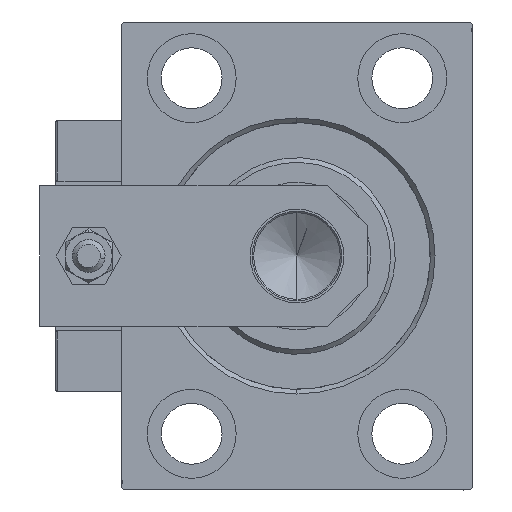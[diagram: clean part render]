
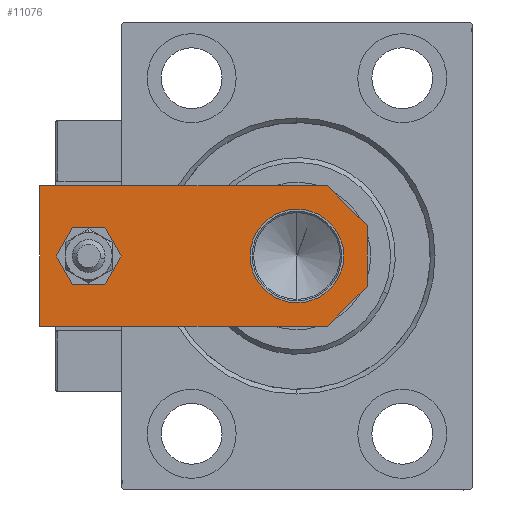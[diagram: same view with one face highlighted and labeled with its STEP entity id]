
A CAD part, left-side view. The second image highlights one B-rep face of the part: STEP entity #11076.
In plain terms, the highlighted face is planar.
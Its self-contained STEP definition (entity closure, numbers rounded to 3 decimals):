
#275 = VERTEX_POINT ( 'NONE', #8926 ) ;
#317 = CARTESIAN_POINT ( 'NONE',  ( 15., 70., 8. ) ) ;
#454 = CARTESIAN_POINT ( 'NONE',  ( 15., 0., 8. ) ) ;
#1161 = DIRECTION ( 'NONE',  ( 0., -1., 0. ) ) ;
#1317 = VECTOR ( 'NONE', #39188, 1000. ) ;
#2284 = EDGE_CURVE ( 'NONE', #43471, #42325, #40678, .T. ) ;
#2667 = CARTESIAN_POINT ( 'NONE',  ( -15., 8.5, 8. ) ) ;
#2969 = CIRCLE ( 'NONE', #19478, 10. ) ;
#6008 = DIRECTION ( 'NONE',  ( 0., 0., 1. ) ) ;
#7310 = ORIENTED_EDGE ( 'NONE', *, *, #12880, .F. ) ;
#7727 = ORIENTED_EDGE ( 'NONE', *, *, #34904, .T. ) ;
#7776 = CARTESIAN_POINT ( 'NONE',  ( 15., 70., 8. ) ) ;
#8159 = CARTESIAN_POINT ( 'NONE',  ( -10., 15., 8. ) ) ;
#8926 = CARTESIAN_POINT ( 'NONE',  ( -15., 70., 8. ) ) ;
#9051 = CIRCLE ( 'NONE', #18941, 4. ) ;
#9257 = ORIENTED_EDGE ( 'NONE', *, *, #12964, .F. ) ;
#9872 = CARTESIAN_POINT ( 'NONE',  ( 0., 0., 8. ) ) ;
#10425 = EDGE_LOOP ( 'NONE', ( #9257, #7310 ) ) ;
#10948 = DIRECTION ( 'NONE',  ( 0., 0., 1. ) ) ;
#11076 = ADVANCED_FACE ( 'NONE', ( #17637, #14011, #18389 ), #33388, .T. ) ;
#11786 = AXIS2_PLACEMENT_3D ( 'NONE', #44361, #11817, #12580 ) ;
#11817 = DIRECTION ( 'NONE',  ( 0., 0., 1. ) ) ;
#12144 = CARTESIAN_POINT ( 'NONE',  ( 6.5, 0., 8. ) ) ;
#12459 = DIRECTION ( 'NONE',  ( 1., 0., 0. ) ) ;
#12580 = DIRECTION ( 'NONE',  ( 1., 0., 0. ) ) ;
#12880 = EDGE_CURVE ( 'NONE', #26725, #21030, #40414, .T. ) ;
#12964 = EDGE_CURVE ( 'NONE', #21030, #26725, #9051, .T. ) ;
#13227 = CARTESIAN_POINT ( 'NONE',  ( 0., 59.5, 8. ) ) ;
#13366 = VERTEX_POINT ( 'NONE', #29946 ) ;
#14011 = FACE_OUTER_BOUND ( 'NONE', #23443, .T. ) ;
#15649 = LINE ( 'NONE', #23139, #36085 ) ;
#16013 = ORIENTED_EDGE ( 'NONE', *, *, #36358, .T. ) ;
#16454 = VERTEX_POINT ( 'NONE', #7776 ) ;
#16567 = CARTESIAN_POINT ( 'NONE',  ( -4., 59.5, 8. ) ) ;
#16764 = ORIENTED_EDGE ( 'NONE', *, *, #23857, .T. ) ;
#17095 = CARTESIAN_POINT ( 'NONE',  ( 0., 59.5, 8. ) ) ;
#17214 = CARTESIAN_POINT ( 'NONE',  ( 4., 59.5, 8. ) ) ;
#17637 = FACE_BOUND ( 'NONE', #10425, .T. ) ;
#18006 = VERTEX_POINT ( 'NONE', #28354 ) ;
#18179 = DIRECTION ( 'NONE',  ( 0.707, 0.707, 0. ) ) ;
#18389 = FACE_BOUND ( 'NONE', #19004, .T. ) ;
#18941 = AXIS2_PLACEMENT_3D ( 'NONE', #17095, #48896, #12459 ) ;
#19004 = EDGE_LOOP ( 'NONE', ( #30986, #49339 ) ) ;
#19478 = AXIS2_PLACEMENT_3D ( 'NONE', #46366, #10948, #38582 ) ;
#20043 = VECTOR ( 'NONE', #18179, 1000. ) ;
#20899 = VERTEX_POINT ( 'NONE', #2667 ) ;
#21030 = VERTEX_POINT ( 'NONE', #16567 ) ;
#21179 = VECTOR ( 'NONE', #43958, 1000. ) ;
#21763 = DIRECTION ( 'NONE',  ( 1., 0., 0. ) ) ;
#23139 = CARTESIAN_POINT ( 'NONE',  ( -15., 0., 8. ) ) ;
#23268 = DIRECTION ( 'NONE',  ( 0.707, -0.707, 0. ) ) ;
#23443 = EDGE_LOOP ( 'NONE', ( #25356, #33592, #38351, #16764, #16013, #7727 ) ) ;
#23857 = EDGE_CURVE ( 'NONE', #25447, #18006, #24137, .T. ) ;
#24137 = LINE ( 'NONE', #36781, #20043 ) ;
#25356 = ORIENTED_EDGE ( 'NONE', *, *, #39732, .T. ) ;
#25447 = VERTEX_POINT ( 'NONE', #12144 ) ;
#26725 = VERTEX_POINT ( 'NONE', #17214 ) ;
#27245 = VECTOR ( 'NONE', #23268, 1000. ) ;
#27322 = LINE ( 'NONE', #454, #1317 ) ;
#27802 = VECTOR ( 'NONE', #1161, 1000. ) ;
#28017 = LINE ( 'NONE', #36250, #27802 ) ;
#28192 = LINE ( 'NONE', #317, #21179 ) ;
#28354 = CARTESIAN_POINT ( 'NONE',  ( 15., 8.5, 8. ) ) ;
#29946 = CARTESIAN_POINT ( 'NONE',  ( -6.5, 0., 8. ) ) ;
#30755 = LINE ( 'NONE', #34877, #27245 ) ;
#30986 = ORIENTED_EDGE ( 'NONE', *, *, #2284, .F. ) ;
#32911 = EDGE_CURVE ( 'NONE', #42325, #43471, #2969, .T. ) ;
#33388 = PLANE ( 'NONE',  #42009 ) ;
#33592 = ORIENTED_EDGE ( 'NONE', *, *, #50821, .T. ) ;
#34266 = CARTESIAN_POINT ( 'NONE',  ( 10., 15., 8. ) ) ;
#34877 = CARTESIAN_POINT ( 'NONE',  ( -3.25, -3.25, 8. ) ) ;
#34904 = EDGE_CURVE ( 'NONE', #16454, #275, #28192, .T. ) ;
#36085 = VECTOR ( 'NONE', #46925, 1000. ) ;
#36250 = CARTESIAN_POINT ( 'NONE',  ( -15., 70., 8. ) ) ;
#36358 = EDGE_CURVE ( 'NONE', #18006, #16454, #27322, .T. ) ;
#36781 = CARTESIAN_POINT ( 'NONE',  ( 3.25, -3.25, 8. ) ) ;
#38351 = ORIENTED_EDGE ( 'NONE', *, *, #41219, .T. ) ;
#38582 = DIRECTION ( 'NONE',  ( 1., 0., 0. ) ) ;
#39188 = DIRECTION ( 'NONE',  ( 0., 1., 0. ) ) ;
#39732 = EDGE_CURVE ( 'NONE', #275, #20899, #28017, .T. ) ;
#40354 = DIRECTION ( 'NONE',  ( 1., 0., 0. ) ) ;
#40414 = CIRCLE ( 'NONE', #42081, 4. ) ;
#40678 = CIRCLE ( 'NONE', #11786, 10. ) ;
#41219 = EDGE_CURVE ( 'NONE', #13366, #25447, #15649, .T. ) ;
#42009 = AXIS2_PLACEMENT_3D ( 'NONE', #9872, #6008, #21763 ) ;
#42081 = AXIS2_PLACEMENT_3D ( 'NONE', #13227, #47863, #40354 ) ;
#42325 = VERTEX_POINT ( 'NONE', #34266 ) ;
#43471 = VERTEX_POINT ( 'NONE', #8159 ) ;
#43958 = DIRECTION ( 'NONE',  ( -1., 0., 0. ) ) ;
#44361 = CARTESIAN_POINT ( 'NONE',  ( 0., 15., 8. ) ) ;
#46366 = CARTESIAN_POINT ( 'NONE',  ( 0., 15., 8. ) ) ;
#46925 = DIRECTION ( 'NONE',  ( 1., 0., 0. ) ) ;
#47863 = DIRECTION ( 'NONE',  ( 0., 0., 1. ) ) ;
#48896 = DIRECTION ( 'NONE',  ( 0., 0., 1. ) ) ;
#49339 = ORIENTED_EDGE ( 'NONE', *, *, #32911, .F. ) ;
#50821 = EDGE_CURVE ( 'NONE', #20899, #13366, #30755, .T. ) ;
